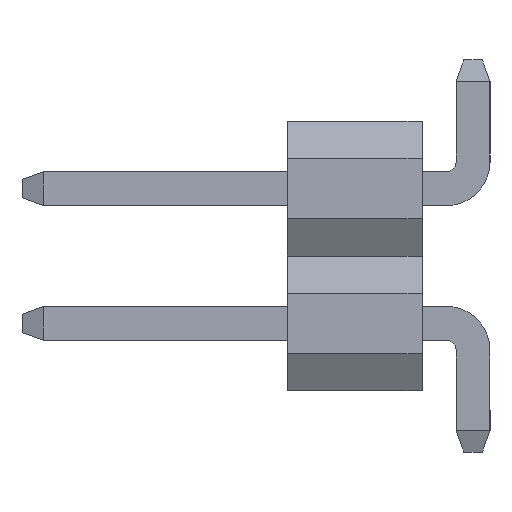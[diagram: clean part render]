
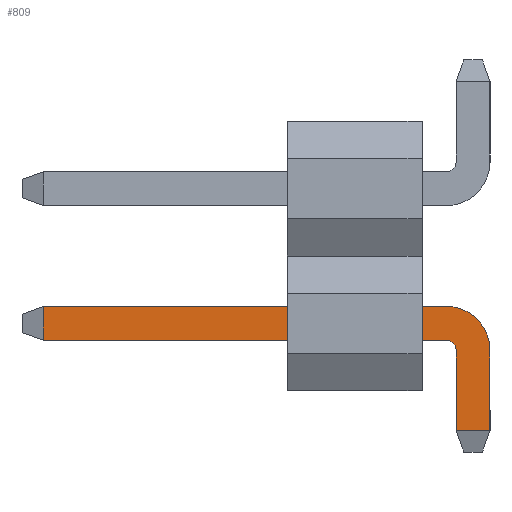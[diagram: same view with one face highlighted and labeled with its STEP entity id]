
A CAD part, left-side view. The second image highlights one B-rep face of the part: STEP entity #809.
In plain terms, the highlighted planar face has unit normal (-1, 0, 0).
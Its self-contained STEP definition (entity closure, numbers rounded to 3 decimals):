
#336=CIRCLE('',#853,0.82);
#337=CIRCLE('',#855,0.18);
#345=FACE_OUTER_BOUND('',#373,.T.);
#373=EDGE_LOOP('',(#637,#638,#639,#640,#641,#642,#643,#644));
#399=LINE('',#1258,#459);
#401=LINE('',#1263,#461);
#407=LINE('',#1283,#467);
#408=LINE('',#1285,#468);
#409=LINE('',#1286,#469);
#410=LINE('',#1287,#470);
#459=VECTOR('',#969,1000.);
#461=VECTOR('',#973,1000.);
#467=VECTOR('',#993,1000.);
#468=VECTOR('',#994,1000.);
#469=VECTOR('',#995,1000.);
#470=VECTOR('',#996,1000.);
#519=VERTEX_POINT('',#1255);
#520=VERTEX_POINT('',#1257);
#521=VERTEX_POINT('',#1261);
#522=VERTEX_POINT('',#1262);
#525=VERTEX_POINT('',#1270);
#528=VERTEX_POINT('',#1277);
#529=VERTEX_POINT('',#1282);
#530=VERTEX_POINT('',#1284);
#559=EDGE_CURVE('',#520,#519,#399,.T.);
#561=EDGE_CURVE('',#521,#522,#401,.T.);
#567=EDGE_CURVE('',#525,#520,#336,.T.);
#569=EDGE_CURVE('',#528,#521,#337,.T.);
#571=EDGE_CURVE('',#528,#529,#407,.T.);
#572=EDGE_CURVE('',#529,#530,#408,.T.);
#573=EDGE_CURVE('',#525,#530,#409,.T.);
#574=EDGE_CURVE('',#519,#522,#410,.T.);
#637=ORIENTED_EDGE('',*,*,#571,.T.);
#638=ORIENTED_EDGE('',*,*,#572,.T.);
#639=ORIENTED_EDGE('',*,*,#573,.F.);
#640=ORIENTED_EDGE('',*,*,#567,.T.);
#641=ORIENTED_EDGE('',*,*,#559,.T.);
#642=ORIENTED_EDGE('',*,*,#574,.T.);
#643=ORIENTED_EDGE('',*,*,#561,.F.);
#644=ORIENTED_EDGE('',*,*,#569,.F.);
#751=PLANE('',#857);
#809=ADVANCED_FACE('',(#345),#751,.F.);
#853=AXIS2_PLACEMENT_3D('',#1274,#982,#983);
#855=AXIS2_PLACEMENT_3D('',#1279,#987,#988);
#857=AXIS2_PLACEMENT_3D('',#1281,#991,#992);
#969=DIRECTION('',(0.,1.,0.));
#973=DIRECTION('',(0.,1.,0.));
#982=DIRECTION('center_axis',(-1.,0.,0.));
#983=DIRECTION('ref_axis',(0.,0.,1.));
#987=DIRECTION('center_axis',(-1.,0.,0.));
#988=DIRECTION('ref_axis',(0.,0.,1.));
#991=DIRECTION('center_axis',(1.,0.,0.));
#992=DIRECTION('ref_axis',(0.,1.,0.));
#993=DIRECTION('',(0.,0.,-1.));
#994=DIRECTION('',(0.,-1.,0.));
#995=DIRECTION('',(0.,0.,-1.));
#996=DIRECTION('',(0.,0.,-1.));
#1255=CARTESIAN_POINT('',(-0.32,2.74,2.744));
#1257=CARTESIAN_POINT('',(-0.32,-4.86,2.744));
#1258=CARTESIAN_POINT('',(-0.32,-4.86,2.744));
#1261=CARTESIAN_POINT('',(-0.32,-4.86,2.104));
#1262=CARTESIAN_POINT('',(-0.32,2.74,2.104));
#1263=CARTESIAN_POINT('',(-0.32,-4.86,2.104));
#1270=CARTESIAN_POINT('',(-0.32,-5.68,1.924));
#1274=CARTESIAN_POINT('Origin',(-0.32,-4.86,1.924));
#1277=CARTESIAN_POINT('',(-0.32,-5.04,1.924));
#1279=CARTESIAN_POINT('Origin',(-0.32,-4.86,1.924));
#1281=CARTESIAN_POINT('Origin',(-0.32,-5.04,1.924));
#1282=CARTESIAN_POINT('',(-0.32,-5.04,0.4));
#1283=CARTESIAN_POINT('',(-0.32,-5.04,1.924));
#1284=CARTESIAN_POINT('',(-0.32,-5.68,0.4));
#1285=CARTESIAN_POINT('',(-0.32,-5.68,0.4));
#1286=CARTESIAN_POINT('',(-0.32,-5.68,1.924));
#1287=CARTESIAN_POINT('',(-0.32,2.74,1.924));
